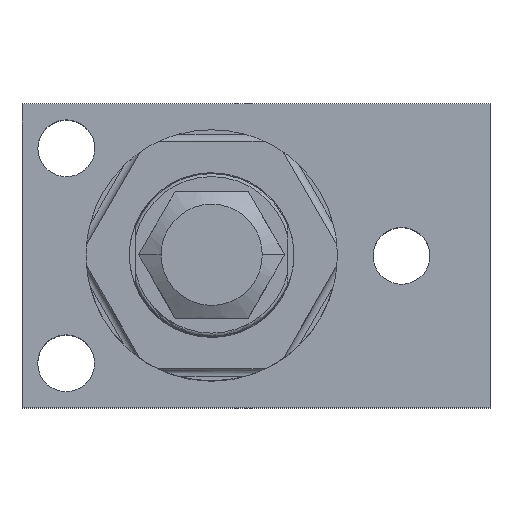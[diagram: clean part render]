
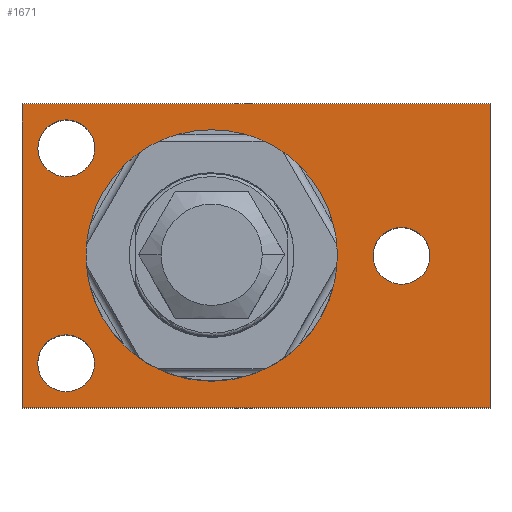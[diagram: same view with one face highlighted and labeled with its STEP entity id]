
A CAD part, top view. The second image highlights one B-rep face of the part: STEP entity #1671.
In plain terms, the highlighted planar face has unit normal (0, 0, 1).
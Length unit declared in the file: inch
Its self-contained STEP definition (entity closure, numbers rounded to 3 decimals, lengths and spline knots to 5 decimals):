
#141=DIRECTION('',(1.,0.,0.));
#142=VECTOR('',#141,2.312);
#143=CARTESIAN_POINT('',(-0.937,0.75,0.846));
#144=LINE('',#143,#142);
#171=DIRECTION('',(0.,1.,0.));
#172=VECTOR('',#171,1.5);
#173=CARTESIAN_POINT('',(1.375,-0.75,0.846));
#174=LINE('',#173,#172);
#248=DIRECTION('',(0.,1.,0.));
#249=VECTOR('',#248,1.5);
#250=CARTESIAN_POINT('',(-0.937,-0.75,0.846));
#251=LINE('',#250,#249);
#252=CARTESIAN_POINT('',(0.,0.,0.846));
#253=DIRECTION('',(0.,0.,1.));
#254=DIRECTION('',(1.,0.,0.));
#255=AXIS2_PLACEMENT_3D('',#252,#253,#254);
#257=CARTESIAN_POINT('',(0.,0.,0.846));
#258=DIRECTION('',(0.,0.,1.));
#259=DIRECTION('',(-1.,0.,0.));
#260=AXIS2_PLACEMENT_3D('',#257,#258,#259);
#262=CARTESIAN_POINT('',(-0.719,-0.531,0.846));
#263=DIRECTION('',(0.,0.,-1.));
#264=DIRECTION('',(-1.,0.,0.));
#265=AXIS2_PLACEMENT_3D('',#262,#263,#264);
#267=CARTESIAN_POINT('',(-0.719,-0.531,0.846));
#268=DIRECTION('',(0.,0.,-1.));
#269=DIRECTION('',(1.,0.,0.));
#270=AXIS2_PLACEMENT_3D('',#267,#268,#269);
#272=CARTESIAN_POINT('',(-0.718,0.531,0.846));
#273=DIRECTION('',(0.,0.,-1.));
#274=DIRECTION('',(-1.,0.,0.));
#275=AXIS2_PLACEMENT_3D('',#272,#273,#274);
#277=CARTESIAN_POINT('',(-0.718,0.531,0.846));
#278=DIRECTION('',(0.,0.,-1.));
#279=DIRECTION('',(1.,0.,0.));
#280=AXIS2_PLACEMENT_3D('',#277,#278,#279);
#282=CARTESIAN_POINT('',(0.938,0.,0.846));
#283=DIRECTION('',(0.,0.,-1.));
#284=DIRECTION('',(-1.,0.,0.));
#285=AXIS2_PLACEMENT_3D('',#282,#283,#284);
#287=CARTESIAN_POINT('',(0.938,0.,0.846));
#288=DIRECTION('',(0.,0.,-1.));
#289=DIRECTION('',(1.,0.,0.));
#290=AXIS2_PLACEMENT_3D('',#287,#288,#289);
#300=DIRECTION('',(1.,0.,0.));
#301=VECTOR('',#300,2.312);
#302=CARTESIAN_POINT('',(-0.937,-0.75,0.846));
#303=LINE('',#302,#301);
#1347=CARTESIAN_POINT('',(-0.937,-0.75,0.846));
#1348=VERTEX_POINT('',#1347);
#1349=CARTESIAN_POINT('',(1.375,-0.75,0.846));
#1350=VERTEX_POINT('',#1349);
#1355=CARTESIAN_POINT('',(-0.937,0.75,0.846));
#1356=VERTEX_POINT('',#1355);
#1357=CARTESIAN_POINT('',(1.375,0.75,0.846));
#1358=VERTEX_POINT('',#1357);
#1359=CARTESIAN_POINT('',(0.62,0.,0.846));
#1360=CARTESIAN_POINT('',(-0.62,0.,0.846));
#1361=VERTEX_POINT('',#1359);
#1362=VERTEX_POINT('',#1360);
#1367=CARTESIAN_POINT('',(-0.8595,-0.531,0.846));
#1368=CARTESIAN_POINT('',(-0.5785,-0.531,0.846));
#1369=VERTEX_POINT('',#1367);
#1370=VERTEX_POINT('',#1368);
#1375=CARTESIAN_POINT('',(-0.8585,0.531,0.846));
#1376=CARTESIAN_POINT('',(-0.5775,0.531,0.846));
#1377=VERTEX_POINT('',#1375);
#1378=VERTEX_POINT('',#1376);
#1383=CARTESIAN_POINT('',(0.7975,0.,0.846));
#1384=CARTESIAN_POINT('',(1.0785,0.,0.846));
#1385=VERTEX_POINT('',#1383);
#1386=VERTEX_POINT('',#1384);
#1636=CARTESIAN_POINT('',(-0.937,-0.75,0.846));
#1637=DIRECTION('',(0.,0.,1.));
#1638=DIRECTION('',(1.,0.,0.));
#1639=AXIS2_PLACEMENT_3D('',#1636,#1637,#1638);
#1640=PLANE('',#1639);
#1642=ORIENTED_EDGE('',*,*,#1641,.F.);
#1644=ORIENTED_EDGE('',*,*,#1643,.T.);
#1645=ORIENTED_EDGE('',*,*,#1497,.T.);
#1646=ORIENTED_EDGE('',*,*,#1548,.F.);
#1647=EDGE_LOOP('',(#1642,#1644,#1645,#1646));
#1648=FACE_OUTER_BOUND('',#1647,.F.);
#1650=ORIENTED_EDGE('',*,*,#1649,.T.);
#1652=ORIENTED_EDGE('',*,*,#1651,.T.);
#1653=EDGE_LOOP('',(#1650,#1652));
#1654=FACE_BOUND('',#1653,.F.);
#1655=ORIENTED_EDGE('',*,*,#1616,.F.);
#1656=ORIENTED_EDGE('',*,*,#1630,.F.);
#1657=EDGE_LOOP('',(#1655,#1656));
#1658=FACE_BOUND('',#1657,.F.);
#1660=ORIENTED_EDGE('',*,*,#1659,.F.);
#1662=ORIENTED_EDGE('',*,*,#1661,.F.);
#1663=EDGE_LOOP('',(#1660,#1662));
#1664=FACE_BOUND('',#1663,.F.);
#1666=ORIENTED_EDGE('',*,*,#1665,.F.);
#1668=ORIENTED_EDGE('',*,*,#1667,.F.);
#1669=EDGE_LOOP('',(#1666,#1668));
#1670=FACE_BOUND('',#1669,.F.);
#1671=ADVANCED_FACE('',(#1648,#1654,#1658,#1664,#1670),#1640,.T.);
#256=CIRCLE('',#255,0.62);
#261=CIRCLE('',#260,0.62);
#266=CIRCLE('',#265,0.1405);
#271=CIRCLE('',#270,0.1405);
#276=CIRCLE('',#275,0.1405);
#281=CIRCLE('',#280,0.1405);
#286=CIRCLE('',#285,0.1405);
#291=CIRCLE('',#290,0.1405);
#1497=EDGE_CURVE('',#1356,#1358,#144,.T.);
#1548=EDGE_CURVE('',#1350,#1358,#174,.T.);
#1616=EDGE_CURVE('',#1369,#1370,#266,.T.);
#1630=EDGE_CURVE('',#1370,#1369,#271,.T.);
#1641=EDGE_CURVE('',#1348,#1350,#303,.T.);
#1643=EDGE_CURVE('',#1348,#1356,#251,.T.);
#1649=EDGE_CURVE('',#1361,#1362,#256,.T.);
#1651=EDGE_CURVE('',#1362,#1361,#261,.T.);
#1659=EDGE_CURVE('',#1377,#1378,#276,.T.);
#1661=EDGE_CURVE('',#1378,#1377,#281,.T.);
#1665=EDGE_CURVE('',#1385,#1386,#286,.T.);
#1667=EDGE_CURVE('',#1386,#1385,#291,.T.);
